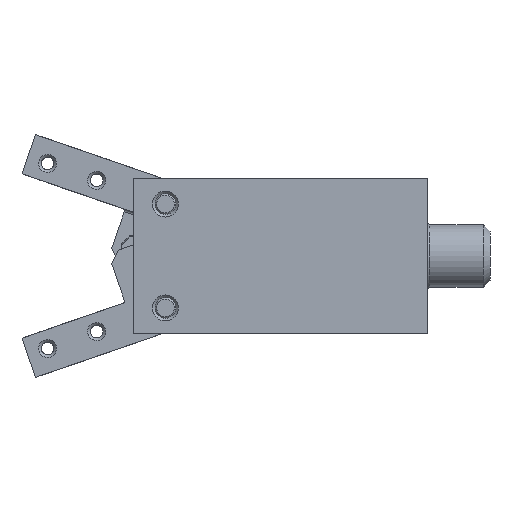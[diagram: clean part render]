
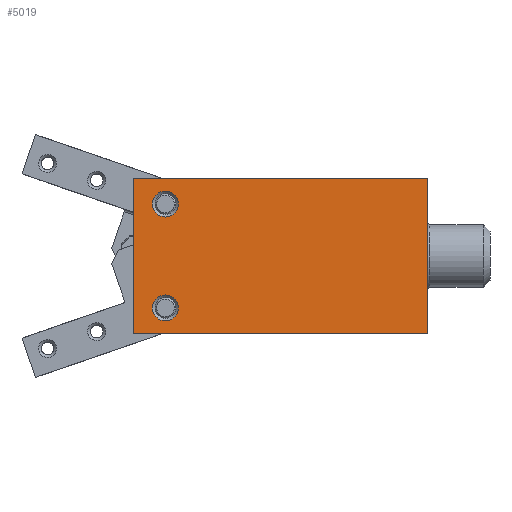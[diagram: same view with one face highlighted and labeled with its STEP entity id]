
A CAD part, front view. The second image highlights one B-rep face of the part: STEP entity #5019.
In plain terms, the highlighted planar face has unit normal (0, -1, 0).
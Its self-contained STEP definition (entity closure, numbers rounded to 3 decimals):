
#4919=CARTESIAN_POINT('',(-21.2,-10.,15.0));
#4920=VERTEX_POINT('',#4919);
#4930=CARTESIAN_POINT('',(-21.2,-10.,-15.0));
#4931=VERTEX_POINT('',#4930);
#4938=CARTESIAN_POINT('',(-21.2,-10.,15.0));
#4939=DIRECTION('',(0.0,0.0,-1.0));
#4940=VECTOR('',#4939,30.0);
#4941=LINE('',#4938,#4940);
#4942=EDGE_CURVE('',#4920,#4931,#4941,.T.);
#4963=CARTESIAN_POINT('',(-12.5,-10.,10.0));
#4964=VERTEX_POINT('',#4963);
#4965=CARTESIAN_POINT('',(-15.,-10.,10.0));
#4966=DIRECTION('',(0.0,-1.0,0.0));
#4967=DIRECTION('',(-1.0,0.0,0.0));
#4968=AXIS2_PLACEMENT_3D('',#4965,#4966,#4967);
#4969=CIRCLE('',#4968,2.5);
#4970=EDGE_CURVE('',#4964,#4964,#4969,.T.);
#4975=CARTESIAN_POINT('',(23.,-10.0,0.0));
#4976=DIRECTION('',(0.0,-1.0,0.0));
#4977=DIRECTION('',(0.0,0.0,-1.0));
#4978=AXIS2_PLACEMENT_3D('',#4975,#4976,#4977);
#4979=PLANE('',#4978);
#4980=CARTESIAN_POINT('',(35.5,-10.,15.0));
#4981=VERTEX_POINT('',#4980);
#4982=CARTESIAN_POINT('',(35.5,-10.,15.0));
#4983=DIRECTION('',(-1.0,0.0,0.0));
#4984=VECTOR('',#4983,56.7);
#4985=LINE('',#4982,#4984);
#4986=EDGE_CURVE('',#4981,#4920,#4985,.T.);
#4987=ORIENTED_EDGE('',*,*,#4986,.T.);
#4988=ORIENTED_EDGE('',*,*,#4942,.T.);
#4989=CARTESIAN_POINT('',(35.5,-10.,-15.));
#4990=VERTEX_POINT('',#4989);
#4991=CARTESIAN_POINT('',(-21.2,-10.,-15.));
#4992=DIRECTION('',(1.0,0.0,0.0));
#4993=VECTOR('',#4992,56.7);
#4994=LINE('',#4991,#4993);
#4995=EDGE_CURVE('',#4931,#4990,#4994,.T.);
#4996=ORIENTED_EDGE('',*,*,#4995,.T.);
#4997=CARTESIAN_POINT('',(35.5,-10.,-15.));
#4998=DIRECTION('',(0.0,0.0,1.0));
#4999=VECTOR('',#4998,30.);
#5000=LINE('',#4997,#4999);
#5001=EDGE_CURVE('',#4990,#4981,#5000,.T.);
#5002=ORIENTED_EDGE('',*,*,#5001,.T.);
#5003=EDGE_LOOP('',(#4987,#4988,#4996,#5002));
#5004=FACE_OUTER_BOUND('',#5003,.T.);
#5005=ORIENTED_EDGE('',*,*,#4970,.F.);
#5006=EDGE_LOOP('',(#5005));
#5007=FACE_BOUND('',#5006,.T.);
#5008=CARTESIAN_POINT('',(-12.5,-10.,-10.0));
#5009=VERTEX_POINT('',#5008);
#5010=CARTESIAN_POINT('',(-15.,-10.,-10.0));
#5011=DIRECTION('',(0.0,-1.0,0.0));
#5012=DIRECTION('',(-1.0,0.0,0.0));
#5013=AXIS2_PLACEMENT_3D('',#5010,#5011,#5012);
#5014=CIRCLE('',#5013,2.5);
#5015=EDGE_CURVE('',#5009,#5009,#5014,.T.);
#5016=ORIENTED_EDGE('',*,*,#5015,.F.);
#5017=EDGE_LOOP('',(#5016));
#5018=FACE_BOUND('',#5017,.T.);
#5019=ADVANCED_FACE('',(#5004,#5007,#5018),#4979,.T.);
